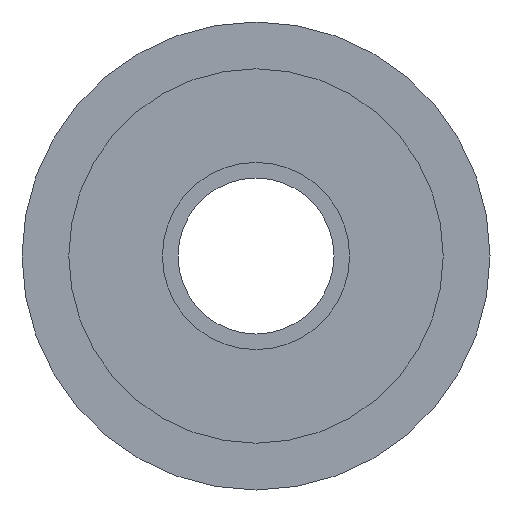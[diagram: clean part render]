
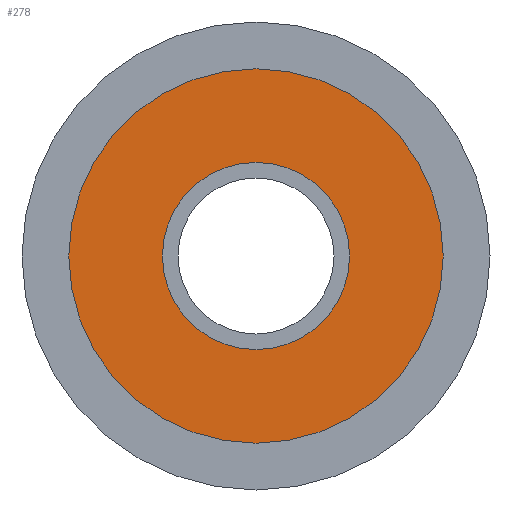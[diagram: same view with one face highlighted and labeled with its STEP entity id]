
A CAD part, front view. The second image highlights one B-rep face of the part: STEP entity #278.
In plain terms, the highlighted planar face has unit normal (0, -1, 0).
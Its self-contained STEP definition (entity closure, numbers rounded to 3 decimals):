
#15=FACE_BOUND('',#67,.T.);
#26=PLANE('',#318);
#44=FACE_OUTER_BOUND('',#66,.T.);
#66=EDGE_LOOP('',(#206));
#67=EDGE_LOOP('',(#207));
#118=CIRCLE('',#314,3.);
#120=CIRCLE('',#317,6.);
#142=VERTEX_POINT('',#466);
#144=VERTEX_POINT('',#472);
#166=EDGE_CURVE('',#142,#142,#118,.T.);
#169=EDGE_CURVE('',#144,#144,#120,.T.);
#206=ORIENTED_EDGE('',*,*,#169,.F.);
#207=ORIENTED_EDGE('',*,*,#166,.F.);
#278=ADVANCED_FACE('',(#44,#15),#26,.T.);
#314=AXIS2_PLACEMENT_3D('',#468,#365,#366);
#317=AXIS2_PLACEMENT_3D('',#474,#372,#373);
#318=AXIS2_PLACEMENT_3D('',#475,#374,#375);
#365=DIRECTION('center_axis',(0.,-1.,0.));
#366=DIRECTION('ref_axis',(1.,0.,0.));
#372=DIRECTION('center_axis',(0.,1.,0.));
#373=DIRECTION('ref_axis',(1.,0.,0.));
#374=DIRECTION('center_axis',(0.,-1.,0.));
#375=DIRECTION('ref_axis',(1.,0.,0.));
#466=CARTESIAN_POINT('',(-3.,0.25,0.));
#468=CARTESIAN_POINT('Origin',(0.,0.25,0.));
#472=CARTESIAN_POINT('',(-6.,0.25,0.));
#474=CARTESIAN_POINT('Origin',(0.,0.25,0.));
#475=CARTESIAN_POINT('Origin',(0.,0.25,0.));
